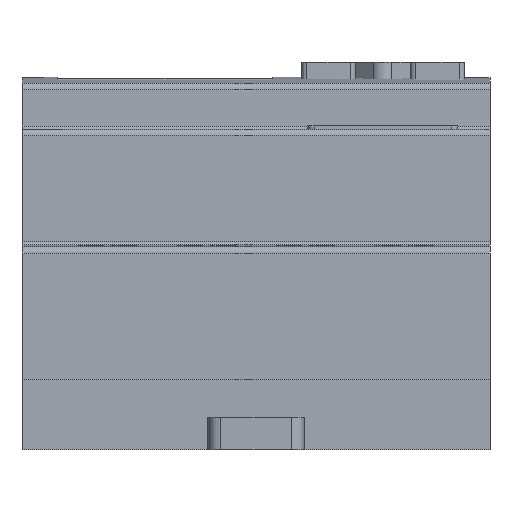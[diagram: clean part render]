
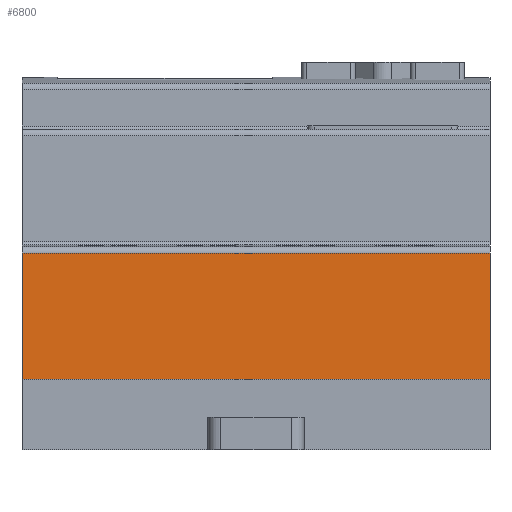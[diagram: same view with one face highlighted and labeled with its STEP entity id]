
A CAD part, front view. The second image highlights one B-rep face of the part: STEP entity #6800.
In plain terms, the highlighted planar face has unit normal (0, -1, 0.009).
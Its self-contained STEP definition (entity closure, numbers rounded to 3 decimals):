
#6742=CARTESIAN_POINT('',(0.0,-44.83,25.451));
#6743=VERTEX_POINT('',#6742);
#6751=CARTESIAN_POINT('',(72.0,-44.83,25.451));
#6752=VERTEX_POINT('',#6751);
#6753=CARTESIAN_POINT('',(72.0,-44.83,25.451));
#6754=DIRECTION('',(-1.0,0.0,0.0));
#6755=VECTOR('',#6754,72.0);
#6756=LINE('',#6753,#6755);
#6757=EDGE_CURVE('',#6752,#6743,#6756,.T.);
#6770=CARTESIAN_POINT('',(72.0,-44.83,25.451));
#6771=DIRECTION('',(0.,-1.,0.009));
#6772=DIRECTION('',(1.0,0.0,0.0));
#6773=AXIS2_PLACEMENT_3D('',#6770,#6771,#6772);
#6774=PLANE('',#6773);
#6775=CARTESIAN_POINT('',(0.0,-45.001,6.));
#6776=VERTEX_POINT('',#6775);
#6777=CARTESIAN_POINT('',(0.,-44.83,25.451));
#6778=DIRECTION('',(0.,-0.009,-1.));
#6779=VECTOR('',#6778,19.452);
#6780=LINE('',#6777,#6779);
#6781=EDGE_CURVE('',#6743,#6776,#6780,.T.);
#6782=ORIENTED_EDGE('',*,*,#6781,.T.);
#6783=CARTESIAN_POINT('',(72.0,-45.001,6.));
#6784=VERTEX_POINT('',#6783);
#6785=CARTESIAN_POINT('',(72.0,-45.001,6.));
#6786=DIRECTION('',(-1.0,0.0,0.0));
#6787=VECTOR('',#6786,72.0);
#6788=LINE('',#6785,#6787);
#6789=EDGE_CURVE('',#6784,#6776,#6788,.T.);
#6790=ORIENTED_EDGE('',*,*,#6789,.F.);
#6791=CARTESIAN_POINT('',(72.0,-45.001,6.));
#6792=DIRECTION('',(0.0,0.009,1.));
#6793=VECTOR('',#6792,19.452);
#6794=LINE('',#6791,#6793);
#6795=EDGE_CURVE('',#6784,#6752,#6794,.T.);
#6796=ORIENTED_EDGE('',*,*,#6795,.T.);
#6797=ORIENTED_EDGE('',*,*,#6757,.T.);
#6798=EDGE_LOOP('',(#6782,#6790,#6796,#6797));
#6799=FACE_OUTER_BOUND('',#6798,.T.);
#6800=ADVANCED_FACE('',(#6799),#6774,.T.);
